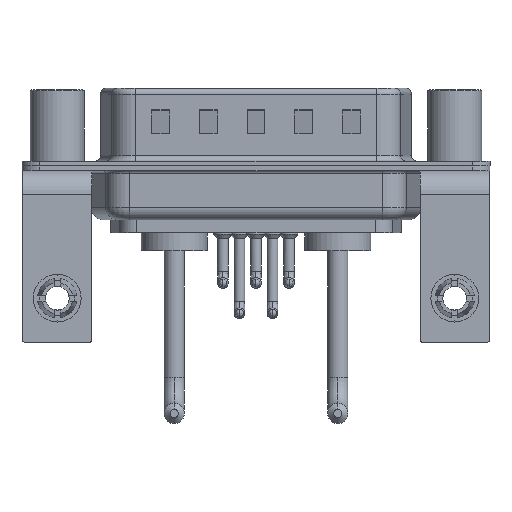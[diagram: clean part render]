
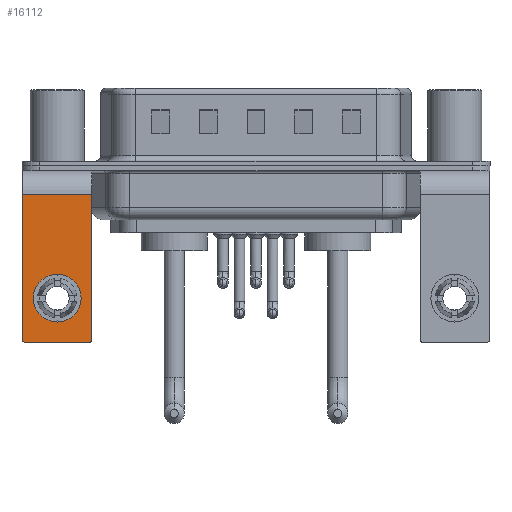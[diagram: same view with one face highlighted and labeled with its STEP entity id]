
A CAD part, front view. The second image highlights one B-rep face of the part: STEP entity #16112.
In plain terms, the highlighted planar face has unit normal (0, -1, 0).
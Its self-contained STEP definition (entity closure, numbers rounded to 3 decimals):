
#195 = DIRECTION ( 'NONE',  ( 0., 0., 1. ) ) ;
#294 = AXIS2_PLACEMENT_3D ( 'NONE', #5783, #17544, #195 ) ;
#711 = CARTESIAN_POINT ( 'NONE',  ( 0., -6.25, -11.07 ) ) ;
#716 = VECTOR ( 'NONE', #13524, 1000. ) ;
#1474 = CIRCLE ( 'NONE', #24144, 0.25 ) ;
#1656 = VERTEX_POINT ( 'NONE', #13116 ) ;
#1909 = DIRECTION ( 'NONE',  ( 0., 0., 1. ) ) ;
#2295 = CARTESIAN_POINT ( 'NONE',  ( -2.65, -6.25, -14.55 ) ) ;
#2531 = CARTESIAN_POINT ( 'NONE',  ( 2.9, -6.25, -14.55 ) ) ;
#2633 = LINE ( 'NONE', #24187, #14454 ) ;
#2801 = CARTESIAN_POINT ( 'NONE',  ( -2.9, -6.25, -2.4 ) ) ;
#3253 = ORIENTED_EDGE ( 'NONE', *, *, #7754, .T. ) ;
#3282 = FACE_OUTER_BOUND ( 'NONE', #11737, .T. ) ;
#3938 = CARTESIAN_POINT ( 'NONE',  ( 2.9, -6.25, -14.8 ) ) ;
#3946 = DIRECTION ( 'NONE',  ( 0., -1., 0. ) ) ;
#4169 = DIRECTION ( 'NONE',  ( 0., 0., 1. ) ) ;
#4238 = EDGE_CURVE ( 'NONE', #24294, #23063, #1474, .T. ) ;
#5128 = VERTEX_POINT ( 'NONE', #8134 ) ;
#5607 = LINE ( 'NONE', #7490, #15133 ) ;
#5771 = VERTEX_POINT ( 'NONE', #6970 ) ;
#5783 = CARTESIAN_POINT ( 'NONE',  ( 0., -6.25, -11.07 ) ) ;
#6184 = LINE ( 'NONE', #21400, #716 ) ;
#6443 = DIRECTION ( 'NONE',  ( 0., 0., -1. ) ) ;
#6832 = PLANE ( 'NONE',  #15700 ) ;
#6970 = CARTESIAN_POINT ( 'NONE',  ( -2.65, -6.25, -14.8 ) ) ;
#6976 = CARTESIAN_POINT ( 'NONE',  ( 2.65, -6.25, -14.8 ) ) ;
#7490 = CARTESIAN_POINT ( 'NONE',  ( 2.9, -6.25, -2.4 ) ) ;
#7620 = DIRECTION ( 'NONE',  ( -1., 0., 0. ) ) ;
#7754 = EDGE_CURVE ( 'NONE', #10950, #24321, #5607, .T. ) ;
#7873 = EDGE_CURVE ( 'NONE', #24294, #5771, #11532, .T. ) ;
#8134 = CARTESIAN_POINT ( 'NONE',  ( 0., -6.25, -13.07 ) ) ;
#8915 = ORIENTED_EDGE ( 'NONE', *, *, #11263, .T. ) ;
#8942 = ORIENTED_EDGE ( 'NONE', *, *, #7873, .F. ) ;
#9085 = ORIENTED_EDGE ( 'NONE', *, *, #9971, .T. ) ;
#9657 = AXIS2_PLACEMENT_3D ( 'NONE', #2295, #3946, #13815 ) ;
#9801 = EDGE_CURVE ( 'NONE', #10950, #23063, #6184, .T. ) ;
#9971 = EDGE_CURVE ( 'NONE', #24321, #23126, #2633, .T. ) ;
#10950 = VERTEX_POINT ( 'NONE', #23965 ) ;
#10999 = DIRECTION ( 'NONE',  ( 0., 1., 0. ) ) ;
#11263 = EDGE_CURVE ( 'NONE', #5128, #1656, #13349, .T. ) ;
#11532 = LINE ( 'NONE', #3938, #13917 ) ;
#11737 = EDGE_LOOP ( 'NONE', ( #9085, #22235, #8942, #19821, #16500, #3253 ) ) ;
#11942 = ORIENTED_EDGE ( 'NONE', *, *, #13648, .T. ) ;
#12072 = CIRCLE ( 'NONE', #9657, 0.25 ) ;
#12895 = CARTESIAN_POINT ( 'NONE',  ( 2.9, -6.25, -2.4 ) ) ;
#13116 = CARTESIAN_POINT ( 'NONE',  ( 0., -6.25, -9.07 ) ) ;
#13349 = CIRCLE ( 'NONE', #17401, 2. ) ;
#13412 = DIRECTION ( 'NONE',  ( 0., 1., 0. ) ) ;
#13524 = DIRECTION ( 'NONE',  ( 0., 0., -1. ) ) ;
#13648 = EDGE_CURVE ( 'NONE', #1656, #5128, #21364, .T. ) ;
#13815 = DIRECTION ( 'NONE',  ( 0., 0., 1. ) ) ;
#13917 = VECTOR ( 'NONE', #7620, 1000. ) ;
#14454 = VECTOR ( 'NONE', #6443, 1000. ) ;
#14656 = DIRECTION ( 'NONE',  ( 0., 0., 1. ) ) ;
#15133 = VECTOR ( 'NONE', #24371, 1000. ) ;
#15700 = AXIS2_PLACEMENT_3D ( 'NONE', #12895, #10999, #14656 ) ;
#16112 = ADVANCED_FACE ( 'NONE', ( #16182, #3282 ), #6832, .F. ) ;
#16182 = FACE_BOUND ( 'NONE', #17968, .T. ) ;
#16500 = ORIENTED_EDGE ( 'NONE', *, *, #9801, .F. ) ;
#17401 = AXIS2_PLACEMENT_3D ( 'NONE', #711, #13412, #1909 ) ;
#17544 = DIRECTION ( 'NONE',  ( 0., 1., 0. ) ) ;
#17968 = EDGE_LOOP ( 'NONE', ( #8915, #11942 ) ) ;
#19030 = EDGE_CURVE ( 'NONE', #23126, #5771, #12072, .T. ) ;
#19821 = ORIENTED_EDGE ( 'NONE', *, *, #4238, .T. ) ;
#20520 = CARTESIAN_POINT ( 'NONE',  ( -2.9, -6.25, -14.55 ) ) ;
#21364 = CIRCLE ( 'NONE', #294, 2. ) ;
#21400 = CARTESIAN_POINT ( 'NONE',  ( 2.9, -6.25, -2.4 ) ) ;
#22235 = ORIENTED_EDGE ( 'NONE', *, *, #19030, .T. ) ;
#23063 = VERTEX_POINT ( 'NONE', #2531 ) ;
#23126 = VERTEX_POINT ( 'NONE', #20520 ) ;
#23308 = DIRECTION ( 'NONE',  ( 0., -1., 0. ) ) ;
#23912 = CARTESIAN_POINT ( 'NONE',  ( 2.65, -6.25, -14.55 ) ) ;
#23965 = CARTESIAN_POINT ( 'NONE',  ( 2.9, -6.25, -2.4 ) ) ;
#24144 = AXIS2_PLACEMENT_3D ( 'NONE', #23912, #23308, #4169 ) ;
#24187 = CARTESIAN_POINT ( 'NONE',  ( -2.9, -6.25, -2.4 ) ) ;
#24294 = VERTEX_POINT ( 'NONE', #6976 ) ;
#24321 = VERTEX_POINT ( 'NONE', #2801 ) ;
#24371 = DIRECTION ( 'NONE',  ( -1., 0., 0. ) ) ;
